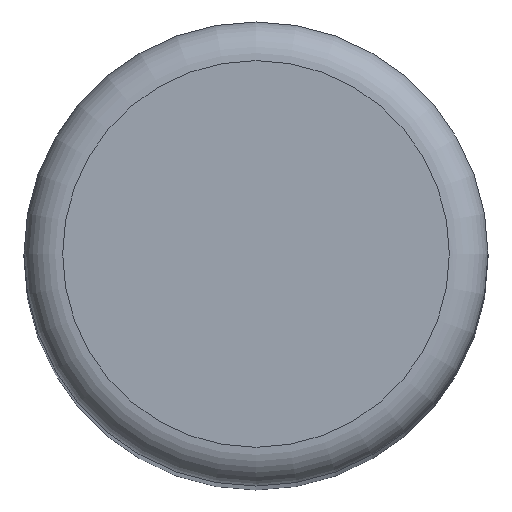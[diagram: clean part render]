
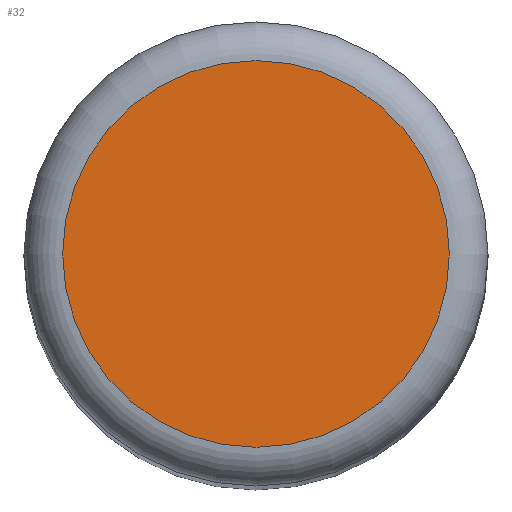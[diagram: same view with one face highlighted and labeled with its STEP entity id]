
A CAD part, top view. The second image highlights one B-rep face of the part: STEP entity #32.
In plain terms, the highlighted planar face has unit normal (0, 0, 1).
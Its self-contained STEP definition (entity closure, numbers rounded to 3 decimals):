
#32 = ADVANCED_FACE( '', ( #65 ), #66, .T. );
#65 = FACE_OUTER_BOUND( '', #103, .T. );
#66 = PLANE( '', #104 );
#103 = EDGE_LOOP( '', ( #135 ) );
#104 = AXIS2_PLACEMENT_3D( '', #136, #137, #138 );
#135 = ORIENTED_EDGE( '', *, *, #182, .T. );
#136 = CARTESIAN_POINT( '', ( 0., 0., 60. ) );
#137 = DIRECTION( '', ( 0., 0., 1. ) );
#138 = DIRECTION( '', ( 1., 0., 0. ) );
#182 = EDGE_CURVE( '', #198, #198, #199, .T. );
#198 = VERTEX_POINT( '', #220 );
#199 = CIRCLE( '', #221, 5. );
#220 = CARTESIAN_POINT( '', ( 5., 0., 60. ) );
#221 = AXIS2_PLACEMENT_3D( '', #241, #242, #243 );
#241 = CARTESIAN_POINT( '', ( 0., 0., 60. ) );
#242 = DIRECTION( '', ( 0., 0., 1. ) );
#243 = DIRECTION( '', ( 1., 0., 0. ) );
